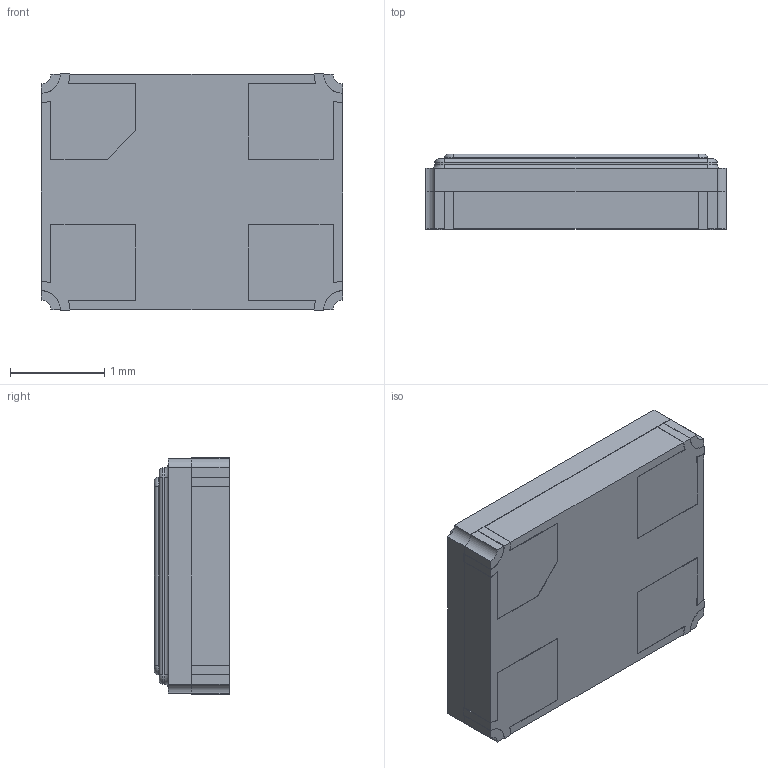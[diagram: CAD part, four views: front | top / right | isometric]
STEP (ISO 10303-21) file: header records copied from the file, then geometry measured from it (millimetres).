
FILE_DESCRIPTION (( 'STEP AP214' ), '1' );
FILE_NAME ('ECS-80-8-33B2Q-CVY-TR3.STEP', '2025-08-16T10:36:50', ( '' ), ( '' ), 'SwSTEP 2.0', 'SolidWorks 2024', '' );
FILE_SCHEMA (( 'AUTOMOTIVE_DESIGN' ));
Length unit declared in the file: millimetre
Products named in the file (1): ECS-80-8-33B2Q-CVY-TR3
Bounding box: 3.21 x 0.8 x 2.51 mm (x, y, z)
Volume: 6.1 mm3; surface area: 40.2 mm2
Topology: 2 solids, 2 shells, 122 faces, 317 edges, 202 vertices
Faces by surface type: plane 64, cylinder 46, torus 12
Entity records: 4997 total; most frequent: DIRECTION 679, CARTESIAN_POINT 642, ORIENTED_EDGE 634, EDGE_CURVE 317, AXIS2_PLACEMENT_3D 239, VERTEX_POINT 202, LINE 201, VECTOR 201
